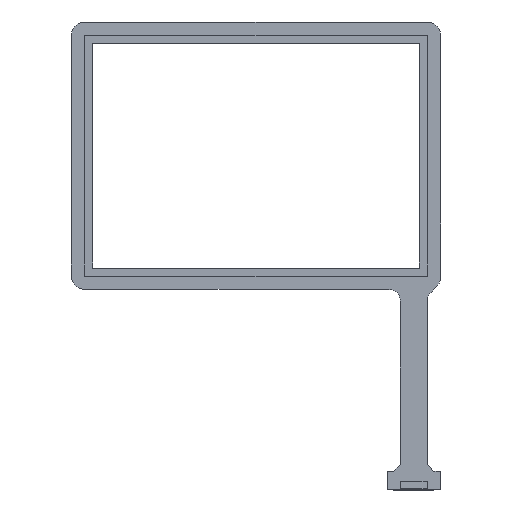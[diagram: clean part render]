
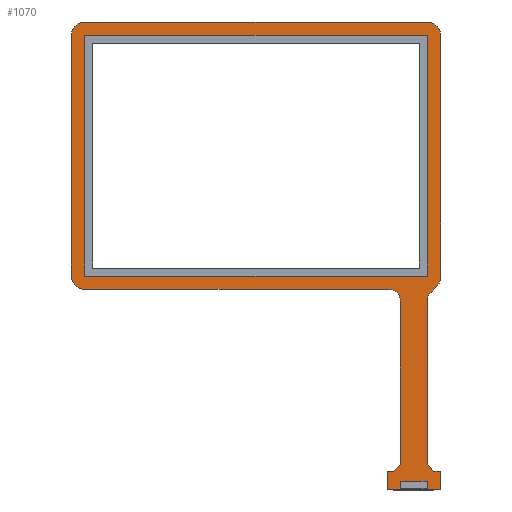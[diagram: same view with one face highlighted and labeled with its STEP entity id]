
A CAD part, top view. The second image highlights one B-rep face of the part: STEP entity #1070.
In plain terms, the highlighted planar face has unit normal (0, 0, 1).
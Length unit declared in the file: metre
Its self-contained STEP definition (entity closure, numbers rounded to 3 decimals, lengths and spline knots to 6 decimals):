
#59=CIRCLE('',#1149,0.005);
#60=CIRCLE('',#1150,0.005);
#61=CIRCLE('',#1151,0.005);
#62=CIRCLE('',#1152,0.005);
#63=CIRCLE('',#1153,0.005);
#64=CIRCLE('',#1154,0.005);
#65=CIRCLE('',#1155,0.005);
#100=ORIENTED_EDGE('',*,*,#424,.F.);
#101=ORIENTED_EDGE('',*,*,#425,.T.);
#102=ORIENTED_EDGE('',*,*,#426,.T.);
#103=ORIENTED_EDGE('',*,*,#427,.T.);
#104=ORIENTED_EDGE('',*,*,#428,.T.);
#105=ORIENTED_EDGE('',*,*,#429,.F.);
#106=ORIENTED_EDGE('',*,*,#430,.T.);
#107=ORIENTED_EDGE('',*,*,#431,.F.);
#108=ORIENTED_EDGE('',*,*,#432,.T.);
#109=ORIENTED_EDGE('',*,*,#433,.F.);
#110=ORIENTED_EDGE('',*,*,#434,.F.);
#111=ORIENTED_EDGE('',*,*,#435,.F.);
#112=ORIENTED_EDGE('',*,*,#436,.T.);
#113=ORIENTED_EDGE('',*,*,#437,.T.);
#114=ORIENTED_EDGE('',*,*,#438,.T.);
#115=ORIENTED_EDGE('',*,*,#439,.T.);
#116=ORIENTED_EDGE('',*,*,#440,.T.);
#117=ORIENTED_EDGE('',*,*,#441,.T.);
#118=ORIENTED_EDGE('',*,*,#442,.T.);
#119=ORIENTED_EDGE('',*,*,#443,.F.);
#120=ORIENTED_EDGE('',*,*,#444,.T.);
#121=ORIENTED_EDGE('',*,*,#445,.F.);
#122=ORIENTED_EDGE('',*,*,#446,.T.);
#123=ORIENTED_EDGE('',*,*,#447,.T.);
#124=ORIENTED_EDGE('',*,*,#448,.F.);
#125=ORIENTED_EDGE('',*,*,#449,.F.);
#126=ORIENTED_EDGE('',*,*,#450,.T.);
#127=ORIENTED_EDGE('',*,*,#451,.T.);
#128=ORIENTED_EDGE('',*,*,#452,.F.);
#424=EDGE_CURVE('',#586,#587,#687,.T.);
#425=EDGE_CURVE('',#586,#588,#59,.T.);
#426=EDGE_CURVE('',#588,#589,#688,.T.);
#427=EDGE_CURVE('',#589,#590,#60,.F.);
#428=EDGE_CURVE('',#590,#591,#61,.F.);
#429=EDGE_CURVE('',#592,#591,#689,.T.);
#430=EDGE_CURVE('',#592,#593,#690,.F.);
#431=EDGE_CURVE('',#594,#593,#691,.T.);
#432=EDGE_CURVE('',#594,#595,#692,.T.);
#433=EDGE_CURVE('',#596,#595,#693,.T.);
#434=EDGE_CURVE('',#597,#596,#694,.T.);
#435=EDGE_CURVE('',#598,#597,#695,.T.);
#436=EDGE_CURVE('',#598,#599,#696,.T.);
#437=EDGE_CURVE('',#599,#600,#697,.T.);
#438=EDGE_CURVE('',#600,#601,#62,.F.);
#439=EDGE_CURVE('',#601,#602,#698,.F.);
#440=EDGE_CURVE('',#602,#603,#63,.T.);
#441=EDGE_CURVE('',#603,#604,#699,.T.);
#442=EDGE_CURVE('',#604,#605,#64,.T.);
#443=EDGE_CURVE('',#606,#605,#700,.T.);
#444=EDGE_CURVE('',#606,#587,#65,.T.);
#445=EDGE_CURVE('',#607,#608,#701,.T.);
#446=EDGE_CURVE('',#607,#609,#702,.T.);
#447=EDGE_CURVE('',#609,#610,#703,.T.);
#448=EDGE_CURVE('',#608,#610,#704,.T.);
#449=EDGE_CURVE('',#611,#612,#705,.T.);
#450=EDGE_CURVE('',#611,#613,#706,.T.);
#451=EDGE_CURVE('',#613,#614,#707,.T.);
#452=EDGE_CURVE('',#612,#614,#708,.T.);
#586=VERTEX_POINT('',#1601);
#587=VERTEX_POINT('',#1602);
#588=VERTEX_POINT('',#1604);
#589=VERTEX_POINT('',#1606);
#590=VERTEX_POINT('',#1608);
#591=VERTEX_POINT('',#1610);
#592=VERTEX_POINT('',#1612);
#593=VERTEX_POINT('',#1614);
#594=VERTEX_POINT('',#1616);
#595=VERTEX_POINT('',#1618);
#596=VERTEX_POINT('',#1620);
#597=VERTEX_POINT('',#1622);
#598=VERTEX_POINT('',#1624);
#599=VERTEX_POINT('',#1626);
#600=VERTEX_POINT('',#1628);
#601=VERTEX_POINT('',#1630);
#602=VERTEX_POINT('',#1632);
#603=VERTEX_POINT('',#1634);
#604=VERTEX_POINT('',#1636);
#605=VERTEX_POINT('',#1638);
#606=VERTEX_POINT('',#1640);
#607=VERTEX_POINT('',#1643);
#608=VERTEX_POINT('',#1644);
#609=VERTEX_POINT('',#1646);
#610=VERTEX_POINT('',#1648);
#611=VERTEX_POINT('',#1651);
#612=VERTEX_POINT('',#1652);
#613=VERTEX_POINT('',#1654);
#614=VERTEX_POINT('',#1656);
#687=LINE('',#1600,#793);
#688=LINE('',#1605,#794);
#689=LINE('',#1611,#795);
#690=LINE('',#1613,#796);
#691=LINE('',#1615,#797);
#692=LINE('',#1617,#798);
#693=LINE('',#1619,#799);
#694=LINE('',#1621,#800);
#695=LINE('',#1623,#801);
#696=LINE('',#1625,#802);
#697=LINE('',#1627,#803);
#698=LINE('',#1631,#804);
#699=LINE('',#1635,#805);
#700=LINE('',#1639,#806);
#701=LINE('',#1642,#807);
#702=LINE('',#1645,#808);
#703=LINE('',#1647,#809);
#704=LINE('',#1649,#810);
#705=LINE('',#1650,#811);
#706=LINE('',#1653,#812);
#707=LINE('',#1655,#813);
#708=LINE('',#1657,#814);
#793=VECTOR('',#1266,1.);
#794=VECTOR('',#1269,1.);
#795=VECTOR('',#1274,1.);
#796=VECTOR('',#1275,1.);
#797=VECTOR('',#1276,1.);
#798=VECTOR('',#1277,1.);
#799=VECTOR('',#1278,1.);
#800=VECTOR('',#1279,1.);
#801=VECTOR('',#1280,1.);
#802=VECTOR('',#1281,1.);
#803=VECTOR('',#1282,1.);
#804=VECTOR('',#1285,1.);
#805=VECTOR('',#1288,1.);
#806=VECTOR('',#1291,1.);
#807=VECTOR('',#1294,1.);
#808=VECTOR('',#1295,1.);
#809=VECTOR('',#1296,1.);
#810=VECTOR('',#1297,1.);
#811=VECTOR('',#1298,1.);
#812=VECTOR('',#1299,1.);
#813=VECTOR('',#1300,1.);
#814=VECTOR('',#1301,1.);
#899=EDGE_LOOP('',(#100,#101,#102,#103,#104,#105,#106,#107,#108,#109,#110,
#111,#112,#113,#114,#115,#116,#117,#118,#119,#120));
#900=EDGE_LOOP('',(#121,#122,#123,#124));
#901=EDGE_LOOP('',(#125,#126,#127,#128));
#968=FACE_BOUND('',#899,.T.);
#969=FACE_BOUND('',#900,.T.);
#970=FACE_BOUND('',#901,.T.);
#1037=PLANE('',#1148);
#1070=ADVANCED_FACE('',(#968,#969,#970),#1037,.T.);
#1148=AXIS2_PLACEMENT_3D('',#1599,#1264,#1265);
#1149=AXIS2_PLACEMENT_3D('',#1603,#1267,#1268);
#1150=AXIS2_PLACEMENT_3D('',#1607,#1270,#1271);
#1151=AXIS2_PLACEMENT_3D('',#1609,#1272,#1273);
#1152=AXIS2_PLACEMENT_3D('',#1629,#1283,#1284);
#1153=AXIS2_PLACEMENT_3D('',#1633,#1286,#1287);
#1154=AXIS2_PLACEMENT_3D('',#1637,#1289,#1290);
#1155=AXIS2_PLACEMENT_3D('',#1641,#1292,#1293);
#1264=DIRECTION('',(0.,0.,1.));
#1265=DIRECTION('',(1.,0.,0.));
#1266=DIRECTION('',(0.,1.,0.));
#1267=DIRECTION('',(0.,0.,1.));
#1268=DIRECTION('',(1.,0.,0.));
#1269=DIRECTION('',(1.,0.,0.));
#1270=DIRECTION('',(0.,0.,1.));
#1271=DIRECTION('',(1.,0.,0.));
#1272=DIRECTION('',(0.,0.,1.));
#1273=DIRECTION('',(1.,0.,0.));
#1274=DIRECTION('',(0.,1.,0.));
#1275=DIRECTION('',(0.707,0.707,0.));
#1276=DIRECTION('',(1.,0.,0.));
#1277=DIRECTION('',(0.,-1.,0.));
#1278=DIRECTION('',(-1.,0.,0.));
#1279=DIRECTION('',(0.,-1.,0.));
#1280=DIRECTION('',(1.,0.,0.));
#1281=DIRECTION('',(-0.707,0.707,0.));
#1282=DIRECTION('',(0.,1.,0.));
#1283=DIRECTION('',(0.,0.,1.));
#1284=DIRECTION('',(1.,0.,0.));
#1285=DIRECTION('',(-0.707,-0.707,0.));
#1286=DIRECTION('',(0.,0.,1.));
#1287=DIRECTION('',(1.,0.,0.));
#1288=DIRECTION('',(0.,1.,0.));
#1289=DIRECTION('',(0.,0.,1.));
#1290=DIRECTION('',(1.,0.,0.));
#1291=DIRECTION('',(1.,0.,0.));
#1292=DIRECTION('',(0.,0.,1.));
#1293=DIRECTION('',(1.,0.,0.));
#1294=DIRECTION('',(1.,0.,0.));
#1295=DIRECTION('',(0.,1.,0.));
#1296=DIRECTION('',(1.,0.,0.));
#1297=DIRECTION('',(0.,1.,0.));
#1298=DIRECTION('',(1.,0.,0.));
#1299=DIRECTION('',(0.,1.,0.));
#1300=DIRECTION('',(1.,0.,0.));
#1301=DIRECTION('',(0.,1.,0.));
#1599=CARTESIAN_POINT('',(0.,-0.0375,0.003));
#1600=CARTESIAN_POINT('',(-0.069,0.,0.003));
#1601=CARTESIAN_POINT('',(-0.069,-0.045,0.003));
#1602=CARTESIAN_POINT('',(-0.069,0.045,0.003));
#1603=CARTESIAN_POINT('',(-0.064,-0.045,0.003));
#1604=CARTESIAN_POINT('',(-0.064,-0.05,0.003));
#1605=CARTESIAN_POINT('',(-0.01,-0.05,0.003));
#1606=CARTESIAN_POINT('',(0.049429,-0.05,0.003));
#1607=CARTESIAN_POINT('',(0.049429,-0.055,0.003));
#1608=CARTESIAN_POINT('',(0.052743,-0.051257,0.003));
#1609=CARTESIAN_POINT('',(0.049,-0.054571,0.003));
#1610=CARTESIAN_POINT('',(0.054,-0.054571,0.003));
#1611=CARTESIAN_POINT('',(0.054,-0.084,0.003));
#1612=CARTESIAN_POINT('',(0.054,-0.1155,0.003));
#1613=CARTESIAN_POINT('',(0.0515,-0.118,0.003));
#1614=CARTESIAN_POINT('',(0.0515,-0.118,0.003));
#1615=CARTESIAN_POINT('',(0.0515,-0.118,0.003));
#1616=CARTESIAN_POINT('',(0.049,-0.118,0.003));
#1617=CARTESIAN_POINT('',(0.049,-0.1215,0.003));
#1618=CARTESIAN_POINT('',(0.049,-0.125,0.003));
#1619=CARTESIAN_POINT('',(0.059,-0.125,0.003));
#1620=CARTESIAN_POINT('',(0.069,-0.125,0.003));
#1621=CARTESIAN_POINT('',(0.069,-0.1215,0.003));
#1622=CARTESIAN_POINT('',(0.069,-0.118,0.003));
#1623=CARTESIAN_POINT('',(0.0665,-0.118,0.003));
#1624=CARTESIAN_POINT('',(0.0665,-0.118,0.003));
#1625=CARTESIAN_POINT('',(0.064,-0.1155,0.003));
#1626=CARTESIAN_POINT('',(0.064,-0.1155,0.003));
#1627=CARTESIAN_POINT('',(0.064,-0.084,0.003));
#1628=CARTESIAN_POINT('',(0.064,-0.054571,0.003));
#1629=CARTESIAN_POINT('',(0.069,-0.054571,0.003));
#1630=CARTESIAN_POINT('',(0.065464,-0.051036,0.003));
#1631=CARTESIAN_POINT('',(0.0395,-0.077,0.003));
#1632=CARTESIAN_POINT('',(0.067536,-0.048964,0.003));
#1633=CARTESIAN_POINT('',(0.064,-0.045429,0.003));
#1634=CARTESIAN_POINT('',(0.069,-0.045429,0.003));
#1635=CARTESIAN_POINT('',(0.069,0.,0.003));
#1636=CARTESIAN_POINT('',(0.069,0.045,0.003));
#1637=CARTESIAN_POINT('',(0.064,0.045,0.003));
#1638=CARTESIAN_POINT('',(0.064,0.05,0.003));
#1639=CARTESIAN_POINT('',(0.,0.05,0.003));
#1640=CARTESIAN_POINT('',(-0.064,0.05,0.003));
#1641=CARTESIAN_POINT('',(-0.064,0.045,0.003));
#1642=CARTESIAN_POINT('',(0.,-0.045,0.003));
#1643=CARTESIAN_POINT('',(-0.064,-0.045,0.003));
#1644=CARTESIAN_POINT('',(0.064,-0.045,0.003));
#1645=CARTESIAN_POINT('',(-0.064,0.,0.003));
#1646=CARTESIAN_POINT('',(-0.064,0.045,0.003));
#1647=CARTESIAN_POINT('',(0.,0.045,0.003));
#1648=CARTESIAN_POINT('',(0.064,0.045,0.003));
#1649=CARTESIAN_POINT('',(0.064,0.,0.003));
#1650=CARTESIAN_POINT('',(0.059,-0.1246,0.003));
#1651=CARTESIAN_POINT('',(0.054,-0.1246,0.003));
#1652=CARTESIAN_POINT('',(0.064,-0.1246,0.003));
#1653=CARTESIAN_POINT('',(0.054,-0.1232,0.003));
#1654=CARTESIAN_POINT('',(0.054,-0.1218,0.003));
#1655=CARTESIAN_POINT('',(0.059,-0.1218,0.003));
#1656=CARTESIAN_POINT('',(0.064,-0.1218,0.003));
#1657=CARTESIAN_POINT('',(0.064,-0.1232,0.003));
